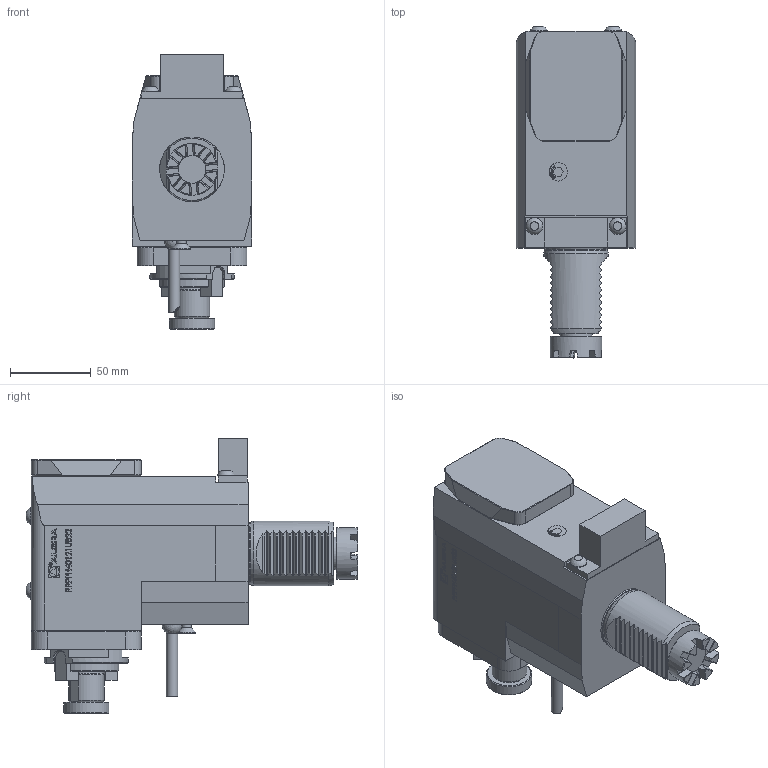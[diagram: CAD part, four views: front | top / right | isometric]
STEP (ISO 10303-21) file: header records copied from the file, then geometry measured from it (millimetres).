
FILE_DESCRIPTION (( 'STEP AP214' ), '1' );
FILE_NAME ('RRPFH40121UB22.STEP', '2024-05-30T13:41:07', ( '' ), ( '' ), 'SwSTEP 2.0', 'SolidWorks 2023', '' );
FILE_SCHEMA (( 'AUTOMOTIVE_DESIGN' ));
Length unit declared in the file: millimetre
Products named in the file (1): RRPFH40121UB22
Bounding box: 74 x 205.3 x 170 mm (x, y, z)
Volume: 1114940.5 mm3; surface area: 83667.8 mm2
Topology: 4 solids, 4 shells, 713 faces, 1934 edges, 1297 vertices
Faces by surface type: plane 485, cylinder 102, bspline 68, cone 46, sphere 7, torus 5
Full cylindrical faces by diameter (mm): 1.7 x1, 2.1 x1, 4 x1, 6 x2, 6.366 x1, 7 x1, 10.5 x6, 11.57 x1, 17.2 x1, 20 x1, 28 x1, 32 x1, 38.7 x1, 40 x1, 52 x1
Entity records: 30122 total; most frequent: CARTESIAN_POINT 10127, ORIENTED_EDGE 3760, DIRECTION 2934, EDGE_CURVE 1880, VERTEX_POINT 1277, LINE 1166, VECTOR 1166, AXIS2_PLACEMENT_3D 884
